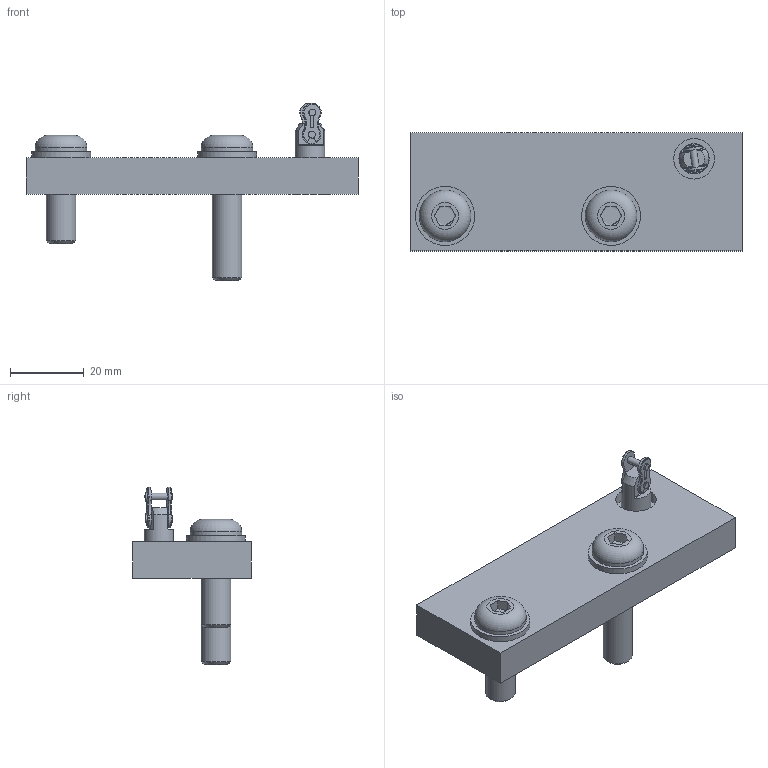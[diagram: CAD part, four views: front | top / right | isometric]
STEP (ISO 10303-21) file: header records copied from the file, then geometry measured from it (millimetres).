
FILE_DESCRIPTION(/* description */ ('Kettenklemmung 1'),/* implementation_level */ '2;1');
FILE_NAME(/* name */ '211980-0.step',/* time_stamp */ '2021-08-27T13:47:18+02:00',/* author */ ('MuellerJ'),/* organization */ (''),/* preprocessor_version */ 'ST-DEVELOPER v18.1',/* originating_system */ 'Autodesk Inventor 2021',/* authorisation */ '');
FILE_SCHEMA (('AUTOMOTIVE_DESIGN { 1 0 10303 214 3 1 1 }','TECHNICAL_DATA_PACKAGING'));
Length unit declared in the file: millimetre
Products named in the file (7): leer; 21-1980-1FZ.000; 21-1711-2FZ.002; leer_1; 21-1189-1FZ.001; leer_2; leer_3
Assembly tree (7 placements, depth 2):
  leer
    21-1980-1FZ.000
    21-1711-2FZ.002
    leer_1
    21-1189-1FZ.001
    leer_2  x2
    leer_3
Bounding box: 90 x 32 x 48.1 mm (x, y, z)
Volume: 32349.6 mm3; surface area: 12888.3 mm2
Topology: 7 solids, 7 shells, 113 faces, 263 edges, 175 vertices
Faces by surface type: plane 57, cylinder 44, cone 7, torus 5
Full cylindrical faces by diameter (mm): 1.85 x6, 2 x1, 8 x3, 8.2 x1, 8.4 x2, 8.5 x2, 10 x1, 11 x2, 14 x2, 16 x2
Entity records: 3502 total; most frequent: CARTESIAN_POINT 621, DIRECTION 593, ORIENTED_EDGE 510, EDGE_CURVE 255, AXIS2_PLACEMENT_3D 237, VERTEX_POINT 171, EDGE_LOOP 134, LINE 119
